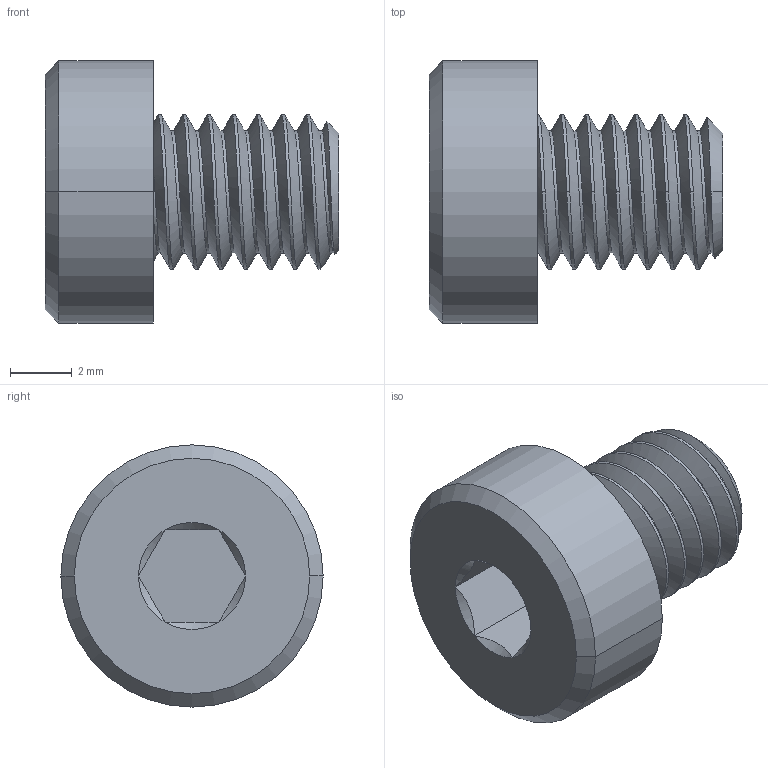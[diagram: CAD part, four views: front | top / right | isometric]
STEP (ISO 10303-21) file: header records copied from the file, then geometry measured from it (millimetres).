
FILE_DESCRIPTION (( 'STEP AP203' ), '1' );
FILE_NAME ('93070A119_Alloy Steel Low-Profile Socket Head Screw.STEP', '2021-07-11T07:53:27', ( 'Administrator' ), ( 'Managed by Terraform' ), 'SwSTEP 2.0', 'SolidWorks 2017', '' );
FILE_SCHEMA (( 'CONFIG_CONTROL_DESIGN' ));
Length unit declared in the file: millimetre
Products named in the file (1): 93070A119_Alloy Steel Low-Profile Socket Head Screw
Bounding box: 9.5 x 8.5 x 8.5 mm (x, y, z)
Volume: 268.3 mm3; surface area: 369.5 mm2
Topology: 1 solids, 1 shells, 41 faces, 96 edges, 59 vertices
Faces by surface type: cylinder 17, cone 11, plane 10, bspline 3
Entity records: 2539 total; most frequent: CARTESIAN_POINT 1647, ORIENTED_EDGE 192, DIRECTION 145, EDGE_CURVE 96, VERTEX_POINT 59, AXIS2_PLACEMENT_3D 56, EDGE_LOOP 43, FACE_OUTER_BOUND 41
